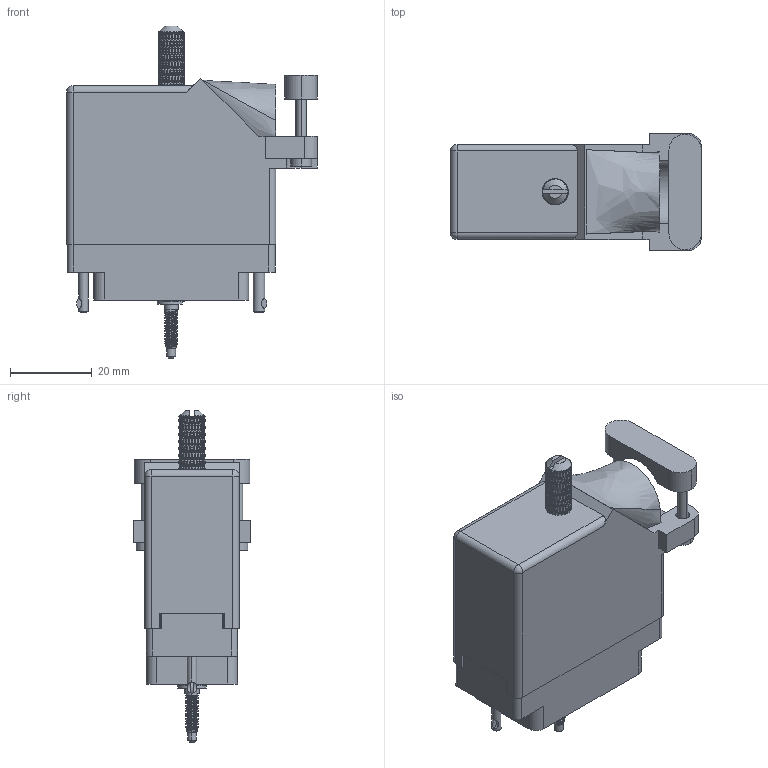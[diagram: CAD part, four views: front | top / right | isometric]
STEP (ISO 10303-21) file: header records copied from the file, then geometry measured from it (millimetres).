
FILE_DESCRIPTION (( 'STEP AP203' ), '1' );
FILE_NAME ('519-036-520-341.STEP', '2020-03-02T22:29:58', ( '' ), ( '' ), 'SwSTEP 2.0', 'SolidWorks 2016', '' );
FILE_SCHEMA (( 'CONFIG_CONTROL_DESIGN' ));
Length unit declared in the file: inch
Products named in the file (12): 519-036-520-341; 516-230-001_Plastic - 038 Side Entry - Large Clamp; Actuating Screw Assy 038-056; 516-222-038-102_039; 516-250-038-111; 519 Plug Insulator_036; 516-222-038-102_038; 516-251-035-100; 516-252-021-102_038; 516-253-138-107; 516-292-001_520 Contact; 516-253-035-100
Assembly tree (48 placements, depth 3):
  519-036-520-341
    519 Plug Insulator_036
    516-292-001_520 Contact  x36
    Actuating Screw Assy 038-056
      516-251-035-100
      516-253-035-100  x2
      516-253-138-107
      516-250-038-111
    516-252-021-102_038  x2
    516-222-038-102_038
    516-222-038-102_039
    516-230-001_Plastic - 038 Side Entry - Large Clamp
Bounding box: 61.21 x 28.57 x 81.03 mm (x, y, z)
Volume: 23690.7 mm3; surface area: 34458.3 mm2
Topology: 47 solids, 47 shells, 5112 faces, 13679 edges, 8688 vertices
Faces by surface type: plane 2292, cylinder 1499, bspline 1261, cone 54, torus 4, sphere 2
Entity records: 111139 total; most frequent: CARTESIAN_POINT 60034, ORIENTED_EDGE 12590, DIRECTION 7565, EDGE_CURVE 6295, VERTEX_POINT 3790, EDGE_LOOP 2685, AXIS2_PLACEMENT_3D 2591, ADVANCED_FACE 2555
